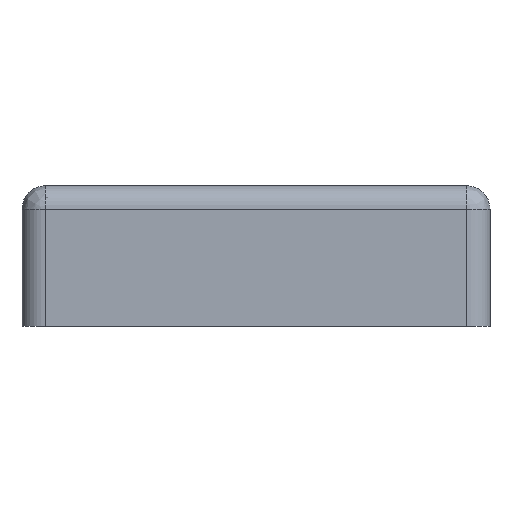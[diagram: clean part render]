
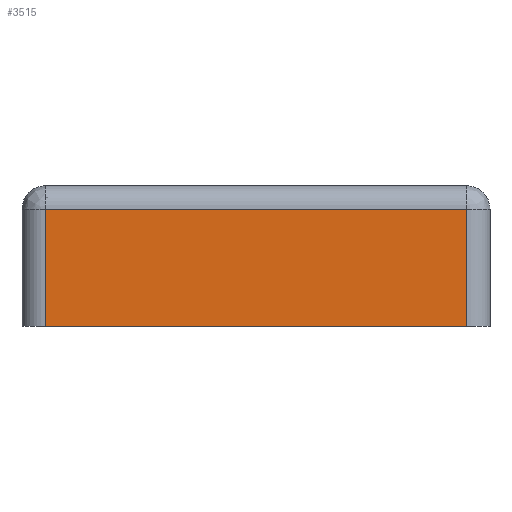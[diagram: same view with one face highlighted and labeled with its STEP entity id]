
A CAD part, left-side view. The second image highlights one B-rep face of the part: STEP entity #3515.
In plain terms, the highlighted planar face has unit normal (-1, 0, 0).
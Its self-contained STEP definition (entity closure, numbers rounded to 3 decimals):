
#340 = LINE ( 'NONE', #4407, #765 ) ;
#508 = CARTESIAN_POINT ( 'NONE',  ( -20., 18., 10. ) ) ;
#633 = VERTEX_POINT ( 'NONE', #508 ) ;
#765 = VECTOR ( 'NONE', #1650, 1000. ) ;
#861 = ORIENTED_EDGE ( 'NONE', *, *, #4331, .F. ) ;
#963 = CARTESIAN_POINT ( 'NONE',  ( -20., -18., 0. ) ) ;
#1032 = EDGE_CURVE ( 'NONE', #3262, #1988, #340, .T. ) ;
#1123 = PLANE ( 'NONE',  #2643 ) ;
#1315 = VECTOR ( 'NONE', #5004, 1000. ) ;
#1320 = CARTESIAN_POINT ( 'NONE',  ( -20., 20., 10. ) ) ;
#1361 = CARTESIAN_POINT ( 'NONE',  ( -20., -18., 12. ) ) ;
#1650 = DIRECTION ( 'NONE',  ( 0., -1., 0. ) ) ;
#1672 = CARTESIAN_POINT ( 'NONE',  ( -20., -18., 10. ) ) ;
#1743 = LINE ( 'NONE', #1361, #5547 ) ;
#1970 = CARTESIAN_POINT ( 'NONE',  ( -20., 18., 0. ) ) ;
#1988 = VERTEX_POINT ( 'NONE', #963 ) ;
#2348 = VECTOR ( 'NONE', #3640, 1000. ) ;
#2496 = LINE ( 'NONE', #5933, #2348 ) ;
#2604 = EDGE_CURVE ( 'NONE', #3262, #633, #2496, .T. ) ;
#2643 = AXIS2_PLACEMENT_3D ( 'NONE', #4978, #5389, #3550 ) ;
#3262 = VERTEX_POINT ( 'NONE', #1970 ) ;
#3515 = ADVANCED_FACE ( 'NONE', ( #5486 ), #1123, .F. ) ;
#3550 = DIRECTION ( 'NONE',  ( 0., 0., -1. ) ) ;
#3640 = DIRECTION ( 'NONE',  ( 0., 0., 1. ) ) ;
#3764 = LINE ( 'NONE', #1320, #1315 ) ;
#3892 = EDGE_CURVE ( 'NONE', #633, #4901, #3764, .T. ) ;
#3918 = ORIENTED_EDGE ( 'NONE', *, *, #2604, .F. ) ;
#4331 = EDGE_CURVE ( 'NONE', #4901, #1988, #1743, .T. ) ;
#4407 = CARTESIAN_POINT ( 'NONE',  ( -20., 20., 0. ) ) ;
#4610 = EDGE_LOOP ( 'NONE', ( #5521, #3918, #4681, #861 ) ) ;
#4681 = ORIENTED_EDGE ( 'NONE', *, *, #1032, .T. ) ;
#4901 = VERTEX_POINT ( 'NONE', #1672 ) ;
#4978 = CARTESIAN_POINT ( 'NONE',  ( -20., 20., 12. ) ) ;
#5004 = DIRECTION ( 'NONE',  ( 0., -1., 0. ) ) ;
#5114 = DIRECTION ( 'NONE',  ( 0., 0., -1. ) ) ;
#5389 = DIRECTION ( 'NONE',  ( 1., 0., 0. ) ) ;
#5486 = FACE_OUTER_BOUND ( 'NONE', #4610, .T. ) ;
#5521 = ORIENTED_EDGE ( 'NONE', *, *, #3892, .F. ) ;
#5547 = VECTOR ( 'NONE', #5114, 1000. ) ;
#5933 = CARTESIAN_POINT ( 'NONE',  ( -20., 18., 12. ) ) ;
